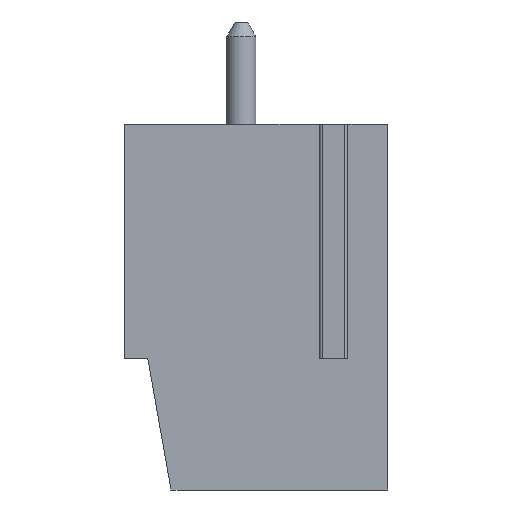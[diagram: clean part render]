
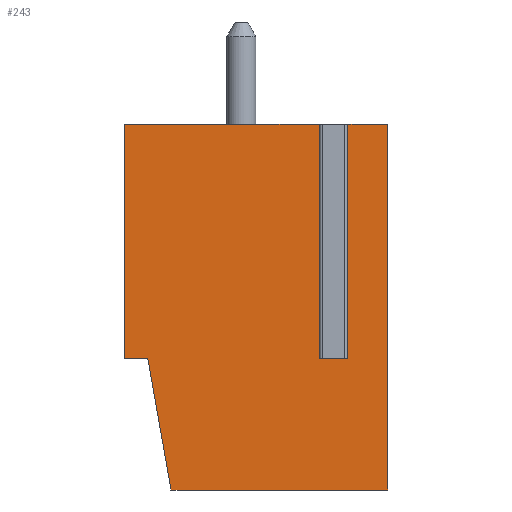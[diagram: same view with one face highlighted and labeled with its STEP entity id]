
A CAD part, front view. The second image highlights one B-rep face of the part: STEP entity #243.
In plain terms, the highlighted planar face has unit normal (0, -1, 0).
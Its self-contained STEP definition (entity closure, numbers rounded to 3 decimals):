
#243 = ADVANCED_FACE( '', ( #519 ), #520, .T. );
#519 = FACE_OUTER_BOUND( '', #814, .T. );
#520 = PLANE( '', #815 );
#814 = EDGE_LOOP( '', ( #1458, #1459, #1460, #1461, #1462, #1463, #1464, #1465, #1466, #1467 ) );
#815 = AXIS2_PLACEMENT_3D( '', #1468, #1469, #1470 );
#1458 = ORIENTED_EDGE( '', *, *, #1887, .T. );
#1459 = ORIENTED_EDGE( '', *, *, #1757, .T. );
#1460 = ORIENTED_EDGE( '', *, *, #1950, .T. );
#1461 = ORIENTED_EDGE( '', *, *, #1843, .T. );
#1462 = ORIENTED_EDGE( '', *, *, #1779, .T. );
#1463 = ORIENTED_EDGE( '', *, *, #1803, .T. );
#1464 = ORIENTED_EDGE( '', *, *, #1853, .T. );
#1465 = ORIENTED_EDGE( '', *, *, #1872, .F. );
#1466 = ORIENTED_EDGE( '', *, *, #1951, .T. );
#1467 = ORIENTED_EDGE( '', *, *, #1819, .T. );
#1468 = CARTESIAN_POINT( '', ( 4.5, 40., 0. ) );
#1469 = DIRECTION( '', ( 0., -1., 0. ) );
#1470 = DIRECTION( '', ( 0., 0., 1. ) );
#1757 = EDGE_CURVE( '', #2119, #2116, #2120, .F. );
#1779 = EDGE_CURVE( '', #2158, #2156, #2159, .T. );
#1803 = EDGE_CURVE( '', #2156, #2193, #2195, .T. );
#1819 = EDGE_CURVE( '', #2214, #2218, #2220, .T. );
#1843 = EDGE_CURVE( '', #2255, #2158, #2256, .T. );
#1853 = EDGE_CURVE( '', #2193, #2270, #2272, .T. );
#1872 = EDGE_CURVE( '', #2299, #2270, #2300, .T. );
#1887 = EDGE_CURVE( '', #2218, #2119, #2322, .T. );
#1950 = EDGE_CURVE( '', #2116, #2255, #2403, .T. );
#1951 = EDGE_CURVE( '', #2299, #2214, #2404, .T. );
#2116 = VERTEX_POINT( '', #2618 );
#2119 = VERTEX_POINT( '', #2621 );
#2120 = LINE( '', #2622, #2623 );
#2156 = VERTEX_POINT( '', #2677 );
#2158 = VERTEX_POINT( '', #2680 );
#2159 = LINE( '', #2681, #2682 );
#2193 = VERTEX_POINT( '', #2725 );
#2195 = LINE( '', #2728, #2729 );
#2214 = VERTEX_POINT( '', #2754 );
#2218 = VERTEX_POINT( '', #2759 );
#2220 = LINE( '', #2761, #2762 );
#2255 = VERTEX_POINT( '', #2815 );
#2256 = LINE( '', #2816, #2817 );
#2270 = VERTEX_POINT( '', #2835 );
#2272 = LINE( '', #2838, #2839 );
#2299 = VERTEX_POINT( '', #2876 );
#2300 = LINE( '', #2877, #2878 );
#2322 = LINE( '', #2908, #2909 );
#2403 = LINE( '', #3025, #3026 );
#2404 = LINE( '', #3027, #3028 );
#2618 = CARTESIAN_POINT( '', ( 6.831, 40., 0. ) );
#2621 = CARTESIAN_POINT( '', ( 6.831, 40., -8. ) );
#2622 = CARTESIAN_POINT( '', ( 6.831, 40., 0. ) );
#2623 = VECTOR( '', #3165, 1000. );
#2677 = CARTESIAN_POINT( '', ( 0.8, 40., -8. ) );
#2680 = CARTESIAN_POINT( '', ( 0., 40., -8. ) );
#2681 = CARTESIAN_POINT( '', ( 0.8, 40., -8. ) );
#2682 = VECTOR( '', #3190, 1000. );
#2725 = CARTESIAN_POINT( '', ( 1.593, 40., -12.5 ) );
#2728 = CARTESIAN_POINT( '', ( 1.593, 40., -12.5 ) );
#2729 = VECTOR( '', #3219, 1000. );
#2754 = CARTESIAN_POINT( '', ( 7.469, 40., 0. ) );
#2759 = CARTESIAN_POINT( '', ( 7.469, 40., -8. ) );
#2761 = CARTESIAN_POINT( '', ( 7.469, 40., 0. ) );
#2762 = VECTOR( '', #3239, 1000. );
#2815 = CARTESIAN_POINT( '', ( 0., 40., 0. ) );
#2816 = CARTESIAN_POINT( '', ( 0., 40., 0. ) );
#2817 = VECTOR( '', #3264, 1000. );
#2835 = CARTESIAN_POINT( '', ( 9., 40., -12.5 ) );
#2838 = CARTESIAN_POINT( '', ( 4.5, 40., -12.5 ) );
#2839 = VECTOR( '', #3276, 1000. );
#2876 = CARTESIAN_POINT( '', ( 9., 40., 0. ) );
#2877 = CARTESIAN_POINT( '', ( 9., 40., 0. ) );
#2878 = VECTOR( '', #3299, 1000. );
#2908 = CARTESIAN_POINT( '', ( 7.004, 40., -8. ) );
#2909 = VECTOR( '', #3317, 1000. );
#3025 = CARTESIAN_POINT( '', ( 4.5, 40., 0. ) );
#3026 = VECTOR( '', #3379, 1000. );
#3027 = CARTESIAN_POINT( '', ( 4.5, 40., 0. ) );
#3028 = VECTOR( '', #3380, 1000. );
#3165 = DIRECTION( '', ( 0., 0., -1. ) );
#3190 = DIRECTION( '', ( 1., 0., 0. ) );
#3219 = DIRECTION( '', ( 0.174, 0., -0.985 ) );
#3239 = DIRECTION( '', ( 0., 0., -1. ) );
#3264 = DIRECTION( '', ( 0., 0., -1. ) );
#3276 = DIRECTION( '', ( 1., 0., 0. ) );
#3299 = DIRECTION( '', ( 0., 0., -1. ) );
#3317 = DIRECTION( '', ( -1., 0., 0. ) );
#3379 = DIRECTION( '', ( -1., 0., 0. ) );
#3380 = DIRECTION( '', ( -1., 0., 0. ) );
